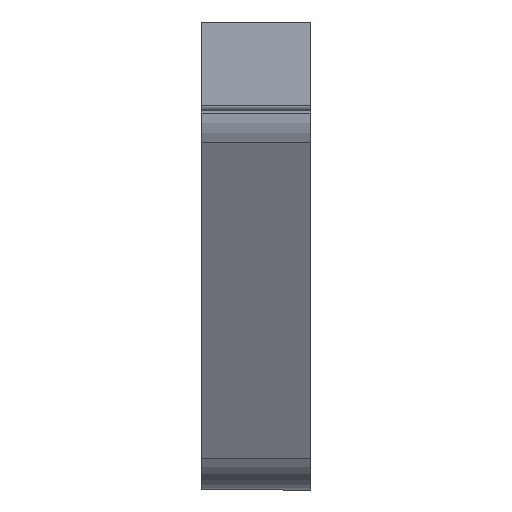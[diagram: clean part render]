
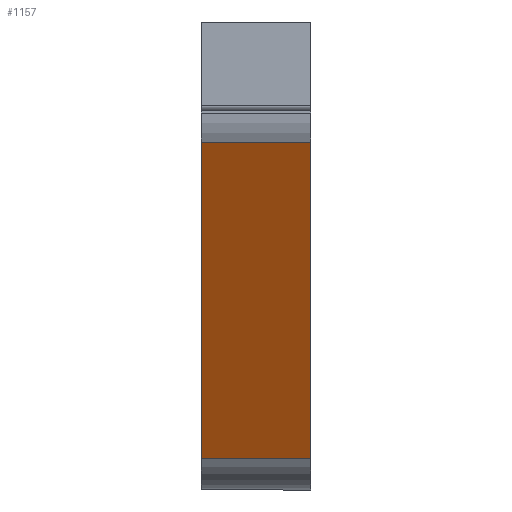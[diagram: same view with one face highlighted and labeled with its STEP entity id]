
A CAD part, front view. The second image highlights one B-rep face of the part: STEP entity #1157.
In plain terms, the highlighted planar face has unit normal (0, -0.878, -0.478).
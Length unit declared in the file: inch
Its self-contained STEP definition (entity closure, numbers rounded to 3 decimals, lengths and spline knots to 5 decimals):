
#50=PLANE('',#1298);
#73=LINE('',#1755,#154);
#98=LINE('',#1902,#179);
#100=LINE('',#1906,#181);
#101=LINE('',#1907,#182);
#154=VECTOR('',#1393,0.3937);
#179=VECTOR('',#1554,0.3937);
#181=VECTOR('',#1558,0.3937);
#182=VECTOR('',#1559,0.3937);
#283=FACE_OUTER_BOUND('',#355,.T.);
#355=EDGE_LOOP('',(#886,#887,#888,#889));
#500=VERTEX_POINT('',#1752);
#501=VERTEX_POINT('',#1754);
#554=VERTEX_POINT('',#1899);
#556=VERTEX_POINT('',#1905);
#608=EDGE_CURVE('',#501,#500,#73,.T.);
#679=EDGE_CURVE('',#500,#554,#98,.T.);
#681=EDGE_CURVE('',#554,#556,#100,.T.);
#682=EDGE_CURVE('',#501,#556,#101,.T.);
#886=ORIENTED_EDGE('',*,*,#679,.T.);
#887=ORIENTED_EDGE('',*,*,#681,.T.);
#888=ORIENTED_EDGE('',*,*,#682,.F.);
#889=ORIENTED_EDGE('',*,*,#608,.T.);
#1157=ADVANCED_FACE('',(#283),#50,.F.);
#1298=AXIS2_PLACEMENT_3D('',#1904,#1556,#1557);
#1393=DIRECTION('',(0.,-0.478,0.878));
#1554=DIRECTION('',(-1.,0.,0.));
#1556=DIRECTION('center_axis',(0.,0.878,0.478));
#1557=DIRECTION('ref_axis',(0.,0.478,-0.878));
#1558=DIRECTION('',(0.,0.478,-0.878));
#1559=DIRECTION('',(-1.,0.,0.));
#1752=CARTESIAN_POINT('',(605.23052,-6.70959,-0.49338));
#1754=CARTESIAN_POINT('',(605.23052,-6.00236,-1.79284));
#1755=CARTESIAN_POINT('',(605.23052,-6.00236,-1.79284));
#1899=CARTESIAN_POINT('',(604.78052,-6.70959,-0.49338));
#1902=CARTESIAN_POINT('',(605.23052,-6.70959,-0.49338));
#1904=CARTESIAN_POINT('Origin',(605.23052,-6.74,-0.4375));
#1905=CARTESIAN_POINT('',(604.78052,-6.00236,-1.79284));
#1906=CARTESIAN_POINT('',(604.78052,-6.00236,-1.79284));
#1907=CARTESIAN_POINT('',(605.23052,-6.00236,-1.79284));
